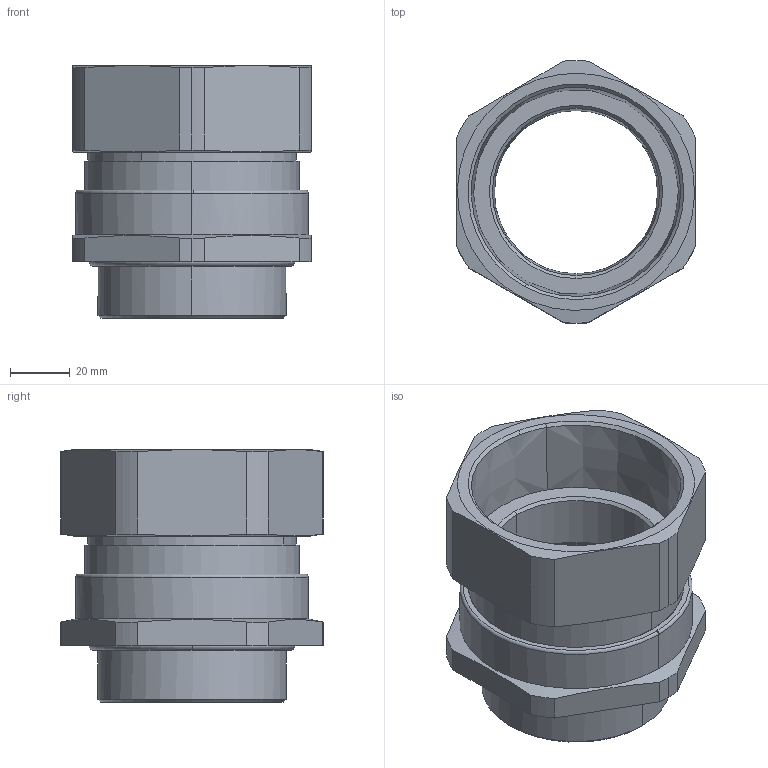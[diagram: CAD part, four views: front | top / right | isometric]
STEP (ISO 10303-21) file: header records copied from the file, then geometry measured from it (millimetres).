
FILE_DESCRIPTION(('CATIA V5 STEP Exchange','CAx-IF Rec.Pracs.--- Model Styling and Organization---1.4--- 2014-01-23'),'2;1');
FILE_NAME ('D1551080_0_1187370000_1187370000.stp','2022-09-21T01:13:59+00:00',('none'),('Weidmueller'),'CATIA Version 5-6 Release 2016 SP3 HF44','CATIA V5 STEP AP214','none');
FILE_SCHEMA(('AUTOMOTIVE_DESIGN { 1 0 10303 214 1 1 1 1 }'));
Length unit declared in the file: millimetre
Products named in the file (1): A2LC/63/M63-NPT2-1/2F-WM
Bounding box: 80 x 88 x 84.75 mm (x, y, z)
Volume: 145752.9 mm3; surface area: 58754.1 mm2
Topology: 3 solids, 3 shells, 113 faces, 279 edges, 178 vertices
Faces by surface type: cylinder 40, cone 33, plane 24, torus 16
Entity records: 3400 total; most frequent: CARTESIAN_POINT 779, ORIENTED_EDGE 558, DIRECTION 451, EDGE_CURVE 279, AXIS2_PLACEMENT_3D 260, VERTEX_POINT 178, CIRCLE 158, EDGE_LOOP 125
